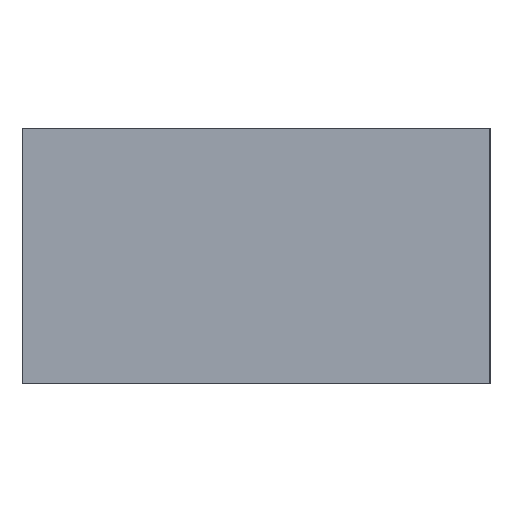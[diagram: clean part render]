
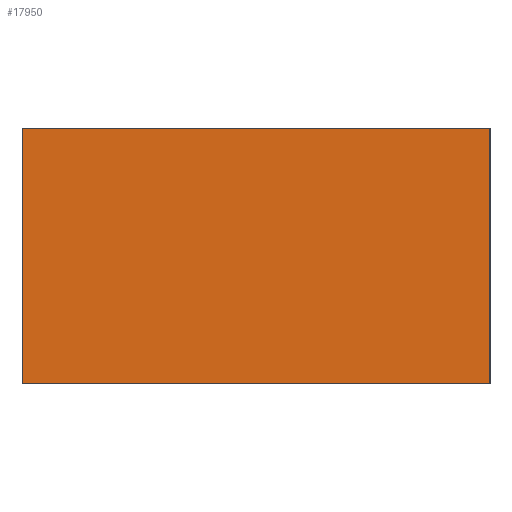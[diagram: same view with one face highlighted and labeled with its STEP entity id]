
A CAD part, left-side view. The second image highlights one B-rep face of the part: STEP entity #17950.
In plain terms, the highlighted free-form (B-spline) face has degree [1, 1] with [2, 2] control points.
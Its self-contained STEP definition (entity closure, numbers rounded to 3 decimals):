
#1380 = CARTESIAN_POINT ('', (-20., 33., 18.));
#1390 = VERTEX_POINT ('', #1380);
#1450 = CARTESIAN_POINT ('', (-20., 0., 18.));
#1460 = VERTEX_POINT ('', #1450);
#1470 = CARTESIAN_POINT ('', (-20., 0., 18.));
#1480 = CARTESIAN_POINT ('', (-20., 33., 18.));
#1490 = B_SPLINE_CURVE_WITH_KNOTS ('', 1, (#1470, #1480), .UNSPECIFIED., .F., .U., (2, 2), (0., 1.), .UNSPECIFIED.);
#1500 = EDGE_CURVE ('', #1460, #1390, #1490, .T.);
#13750 = CARTESIAN_POINT ('', (-20., 33., 0.));
#13760 = VERTEX_POINT ('', #13750);
#13890 = CARTESIAN_POINT ('', (-20., 0., 0.));
#13900 = VERTEX_POINT ('', #13890);
#13960 = CARTESIAN_POINT ('', (-20., 0., 0.));
#13970 = CARTESIAN_POINT ('', (-20., 33., 0.));
#13980 = B_SPLINE_CURVE_WITH_KNOTS ('', 1, (#13960, #13970), .UNSPECIFIED., .F., .U., (2, 2), (0., 1.), .UNSPECIFIED.);
#13990 = EDGE_CURVE ('', #13900, #13760, #13980, .T.);
#14340 = CARTESIAN_POINT ('', (-20., 33., 0.));
#14350 = CARTESIAN_POINT ('', (-20., 33., 18.));
#14360 = B_SPLINE_CURVE_WITH_KNOTS ('', 1, (#14340, #14350), .UNSPECIFIED., .F., .U., (2, 2), (0., 1.), .UNSPECIFIED.);
#14370 = EDGE_CURVE ('', #13760, #1390, #14360, .T.);
#17800 = ORIENTED_EDGE ('', *, *, #13990, .F.);
#17810 = CARTESIAN_POINT ('', (-20., 0., 0.));
#17820 = CARTESIAN_POINT ('', (-20., 0., 18.));
#17830 = B_SPLINE_CURVE_WITH_KNOTS ('', 1, (#17810, #17820), .UNSPECIFIED., .F., .U., (2, 2), (0., 1.), .UNSPECIFIED.);
#17840 = EDGE_CURVE ('', #13900, #1460, #17830, .T.);
#17850 = ORIENTED_EDGE ('', *, *, #17840, .T.);
#17860 = ORIENTED_EDGE ('', *, *, #1500, .T.);
#17870 = ORIENTED_EDGE ('', *, *, #14370, .F.);
#17880 = EDGE_LOOP ('', (#17800, #17850, #17860, #17870));
#17890 = FACE_OUTER_BOUND ('', #17880, .T.);
#17900 = CARTESIAN_POINT ('', (-20., 33., 0.));
#17910 = CARTESIAN_POINT ('', (-20., 33., 18.));
#17920 = CARTESIAN_POINT ('', (-20., 0., 0.));
#17930 = CARTESIAN_POINT ('', (-20., 0., 18.));
#17940 = B_SPLINE_SURFACE_WITH_KNOTS ('', 1, 1, ((#17900, #17910), (#17920, #17930)), .UNSPECIFIED., .F., .F., .U., (2, 2), (2, 2), (0., 1.), (0., 1.), .UNSPECIFIED.);
#17950 = ADVANCED_FACE ('', (#17890), #17940, .T.);
